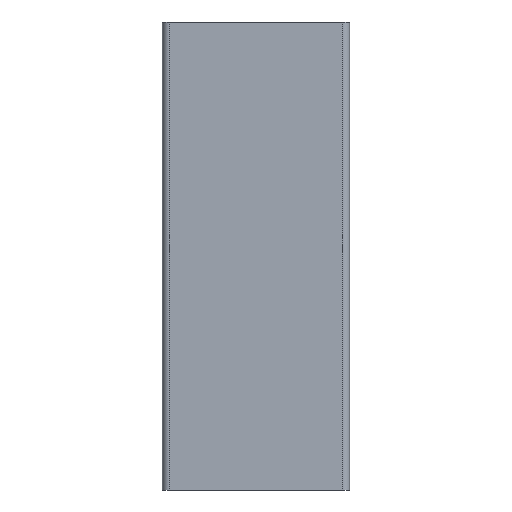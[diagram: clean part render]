
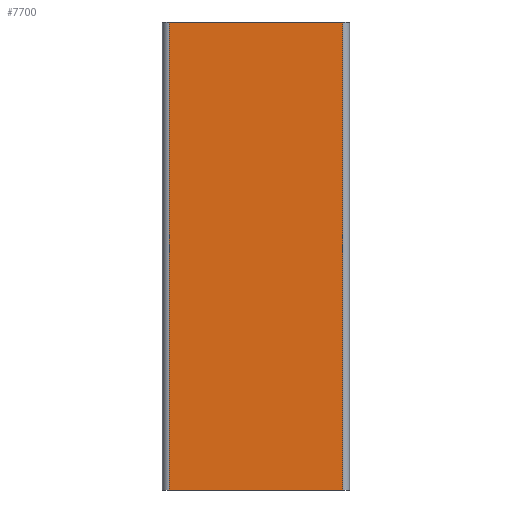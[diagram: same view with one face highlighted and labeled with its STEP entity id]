
A CAD part, left-side view. The second image highlights one B-rep face of the part: STEP entity #7700.
In plain terms, the highlighted planar face has unit normal (-1, 0, 0).
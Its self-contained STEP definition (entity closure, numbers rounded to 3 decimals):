
#7642=CARTESIAN_POINT('',(27.702,121.519,-100.0));
#7643=VERTEX_POINT('',#7642);
#7651=CARTESIAN_POINT('',(27.702,121.519,0.0));
#7652=VERTEX_POINT('',#7651);
#7653=CARTESIAN_POINT('',(27.702,121.519,0.0));
#7654=DIRECTION('',(0.0,0.0,-1.0));
#7655=VECTOR('',#7654,100.0);
#7656=LINE('',#7653,#7655);
#7657=EDGE_CURVE('',#7652,#7643,#7656,.T.);
#7670=CARTESIAN_POINT('',(27.702,121.519,0.0));
#7671=DIRECTION('',(-1.0,0.0,0.0));
#7672=DIRECTION('',(0.0,0.0,1.0));
#7673=AXIS2_PLACEMENT_3D('',#7670,#7671,#7672);
#7674=PLANE('',#7673);
#7675=CARTESIAN_POINT('',(27.702,84.519,-100.0));
#7676=VERTEX_POINT('',#7675);
#7677=CARTESIAN_POINT('',(27.702,121.519,-100.0));
#7678=DIRECTION('',(0.0,-1.0,0.0));
#7679=VECTOR('',#7678,37.);
#7680=LINE('',#7677,#7679);
#7681=EDGE_CURVE('',#7643,#7676,#7680,.T.);
#7682=ORIENTED_EDGE('',*,*,#7681,.T.);
#7683=CARTESIAN_POINT('',(27.702,84.519,0.0));
#7684=VERTEX_POINT('',#7683);
#7685=CARTESIAN_POINT('',(27.702,84.519,0.0));
#7686=DIRECTION('',(0.0,0.0,-1.0));
#7687=VECTOR('',#7686,100.0);
#7688=LINE('',#7685,#7687);
#7689=EDGE_CURVE('',#7684,#7676,#7688,.T.);
#7690=ORIENTED_EDGE('',*,*,#7689,.F.);
#7691=CARTESIAN_POINT('',(27.702,84.519,0.0));
#7692=DIRECTION('',(0.0,1.0,0.0));
#7693=VECTOR('',#7692,37.);
#7694=LINE('',#7691,#7693);
#7695=EDGE_CURVE('',#7684,#7652,#7694,.T.);
#7696=ORIENTED_EDGE('',*,*,#7695,.T.);
#7697=ORIENTED_EDGE('',*,*,#7657,.T.);
#7698=EDGE_LOOP('',(#7682,#7690,#7696,#7697));
#7699=FACE_OUTER_BOUND('',#7698,.T.);
#7700=ADVANCED_FACE('',(#7699),#7674,.T.);
